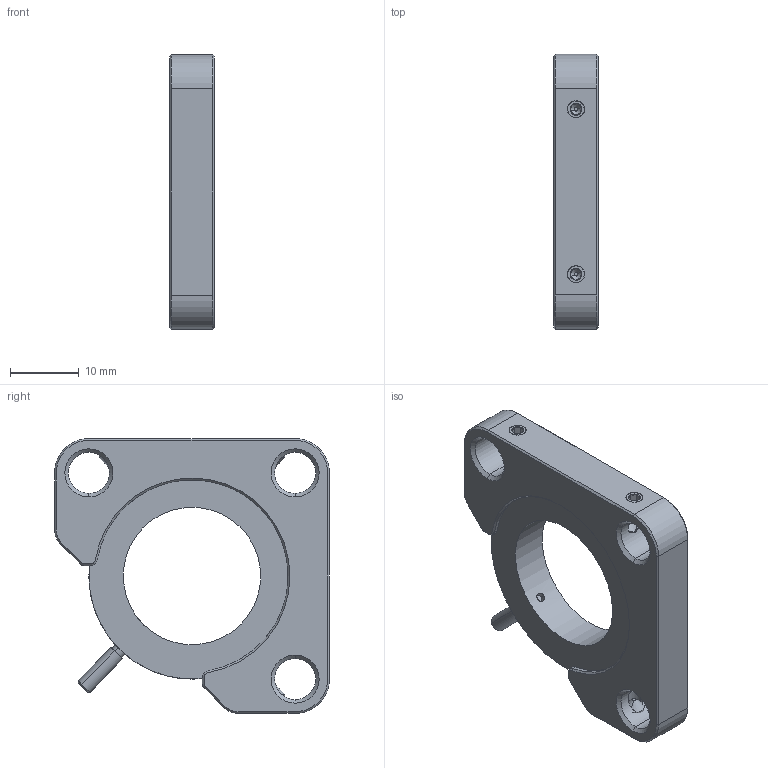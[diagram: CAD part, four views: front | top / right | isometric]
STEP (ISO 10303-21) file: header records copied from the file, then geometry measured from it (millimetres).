
FILE_DESCRIPTION (( 'STEP AP214' ), '1' );
FILE_NAME ('2.2.6.1_L30G-K_30mm笼式系统可变光阑，最大光圈φ20.0 mm.STEP', '2021-07-21T05:06:00', ( 'Microsoft' ), ( 'Microsoft' ), 'SwSTEP 2.0', 'SolidWorks 2018', '' );
FILE_SCHEMA (( 'AUTOMOTIVE_DESIGN' ));
Length unit declared in the file: millimetre
Products named in the file (1): 2.2.6.1_L30G-K_30mm笼式系统可变光阑，最大光圈φ20.0 mm
Bounding box: 6.5 x 40 x 40 mm (x, y, z)
Surface area: 4740.8 mm2 (no closed solid volume)
Topology: 0 solids, 7 shells, 179 faces, 400 edges, 227 vertices
Faces by surface type: cone 73, plane 58, cylinder 48
Entity records: 7063 total; most frequent: CARTESIAN_POINT 1115, DIRECTION 875, ORIENTED_EDGE 758, EDGE_CURVE 394, AXIS2_PLACEMENT_3D 335, VERTEX_POINT 227, LINE 205, VECTOR 205
